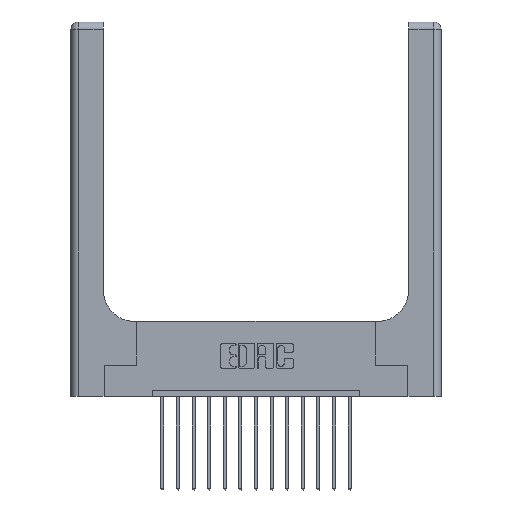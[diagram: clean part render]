
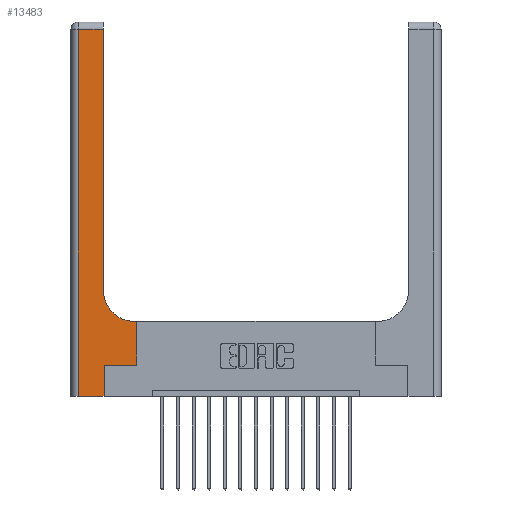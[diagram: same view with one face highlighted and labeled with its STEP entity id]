
A CAD part, top view. The second image highlights one B-rep face of the part: STEP entity #13483.
In plain terms, the highlighted planar face has unit normal (0, 0, 1).
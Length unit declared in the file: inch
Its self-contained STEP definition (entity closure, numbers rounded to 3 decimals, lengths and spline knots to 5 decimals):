
#843 = VERTEX_POINT ( 'NONE', #8704 ) ;
#990 = CARTESIAN_POINT ( 'NONE',  ( 0.265, 0., 0.37 ) ) ;
#1034 = EDGE_CURVE ( 'NONE', #3562, #843, #6281, .T. ) ;
#1048 = VERTEX_POINT ( 'NONE', #11724 ) ;
#1266 = DIRECTION ( 'NONE',  ( 0., 0., -1. ) ) ;
#1267 = EDGE_LOOP ( 'NONE', ( #7891, #8810, #10187, #14420, #2085, #17226, #5427, #15263, #3059 ) ) ;
#1352 = CARTESIAN_POINT ( 'NONE',  ( 0.51, 0.85, 0.37 ) ) ;
#1913 = VERTEX_POINT ( 'NONE', #13886 ) ;
#1997 = CARTESIAN_POINT ( 'NONE',  ( 0.528, 0.25, 0.37 ) ) ;
#2079 = VECTOR ( 'NONE', #2448, 39.37008 ) ;
#2085 = ORIENTED_EDGE ( 'NONE', *, *, #11256, .T. ) ;
#2171 = DIRECTION ( 'NONE',  ( 0., 1., 0. ) ) ;
#2254 = CARTESIAN_POINT ( 'NONE',  ( 0.51, 0.6, 0.37 ) ) ;
#2448 = DIRECTION ( 'NONE',  ( -1., 0., 0. ) ) ;
#3059 = ORIENTED_EDGE ( 'NONE', *, *, #14736, .T. ) ;
#3197 = CARTESIAN_POINT ( 'NONE',  ( 0.26, 3., 0.37 ) ) ;
#3314 = CARTESIAN_POINT ( 'NONE',  ( 0.26, 0.6, 0.37 ) ) ;
#3422 = AXIS2_PLACEMENT_3D ( 'NONE', #1352, #10870, #7944 ) ;
#3510 = EDGE_CURVE ( 'NONE', #5452, #6714, #7510, .T. ) ;
#3562 = VERTEX_POINT ( 'NONE', #9018 ) ;
#4094 = VECTOR ( 'NONE', #4698, 39.37008 ) ;
#4698 = DIRECTION ( 'NONE',  ( 0., -1., 0. ) ) ;
#4758 = VERTEX_POINT ( 'NONE', #16799 ) ;
#4874 = CARTESIAN_POINT ( 'NONE',  ( 0.265, 0.25, 0.37 ) ) ;
#5427 = ORIENTED_EDGE ( 'NONE', *, *, #3510, .T. ) ;
#5452 = VERTEX_POINT ( 'NONE', #6650 ) ;
#5622 = VECTOR ( 'NONE', #11129, 39.37008 ) ;
#6281 = LINE ( 'NONE', #14411, #17469 ) ;
#6374 = CARTESIAN_POINT ( 'NONE',  ( 0.265, 0.25, 0.37 ) ) ;
#6650 = CARTESIAN_POINT ( 'NONE',  ( 0.528, 0.25, 0.37 ) ) ;
#6714 = VERTEX_POINT ( 'NONE', #15393 ) ;
#6812 = EDGE_CURVE ( 'NONE', #4758, #3562, #7273, .T. ) ;
#7022 = LINE ( 'NONE', #3197, #5622 ) ;
#7273 = LINE ( 'NONE', #16808, #4094 ) ;
#7455 = LINE ( 'NONE', #4874, #11726 ) ;
#7510 = LINE ( 'NONE', #1997, #9179 ) ;
#7891 = ORIENTED_EDGE ( 'NONE', *, *, #11406, .T. ) ;
#7944 = DIRECTION ( 'NONE',  ( 1., 0., 0. ) ) ;
#8018 = DIRECTION ( 'NONE',  ( -1., 0., 0. ) ) ;
#8064 = VERTEX_POINT ( 'NONE', #6374 ) ;
#8435 = VECTOR ( 'NONE', #16667, 39.37008 ) ;
#8704 = CARTESIAN_POINT ( 'NONE',  ( 0.265, 0., 0.37 ) ) ;
#8810 = ORIENTED_EDGE ( 'NONE', *, *, #17329, .T. ) ;
#9018 = CARTESIAN_POINT ( 'NONE',  ( 0.06, 0., 0.37 ) ) ;
#9179 = VECTOR ( 'NONE', #2171, 39.37008 ) ;
#9224 = DIRECTION ( 'NONE',  ( 1., 0., 0. ) ) ;
#9380 = CIRCLE ( 'NONE', #3422, 0.25 ) ;
#9837 = EDGE_CURVE ( 'NONE', #6714, #16410, #16834, .T. ) ;
#10187 = ORIENTED_EDGE ( 'NONE', *, *, #6812, .T. ) ;
#10303 = DIRECTION ( 'NONE',  ( 1., 0., 0. ) ) ;
#10870 = DIRECTION ( 'NONE',  ( 0., 0., -1. ) ) ;
#11129 = DIRECTION ( 'NONE',  ( 0., 1., 0. ) ) ;
#11256 = EDGE_CURVE ( 'NONE', #843, #8064, #13186, .T. ) ;
#11406 = EDGE_CURVE ( 'NONE', #1913, #1048, #7022, .T. ) ;
#11724 = CARTESIAN_POINT ( 'NONE',  ( 0.26, 2.94, 0.37 ) ) ;
#11726 = VECTOR ( 'NONE', #10303, 39.37008 ) ;
#11801 = CARTESIAN_POINT ( 'NONE',  ( 0., 2.94, 0.37 ) ) ;
#12128 = CARTESIAN_POINT ( 'NONE',  ( 0., 3., 0.37 ) ) ;
#12187 = AXIS2_PLACEMENT_3D ( 'NONE', #12128, #1266, #8018 ) ;
#12218 = PLANE ( 'NONE',  #12187 ) ;
#13186 = LINE ( 'NONE', #990, #15871 ) ;
#13483 = ADVANCED_FACE ( 'NONE', ( #16037 ), #12218, .F. ) ;
#13886 = CARTESIAN_POINT ( 'NONE',  ( 0.26, 0.85, 0.37 ) ) ;
#14411 = CARTESIAN_POINT ( 'NONE',  ( 0., 0., 0.37 ) ) ;
#14420 = ORIENTED_EDGE ( 'NONE', *, *, #1034, .T. ) ;
#14736 = EDGE_CURVE ( 'NONE', #16410, #1913, #9380, .T. ) ;
#15263 = ORIENTED_EDGE ( 'NONE', *, *, #9837, .T. ) ;
#15393 = CARTESIAN_POINT ( 'NONE',  ( 0.528, 0.6, 0.37 ) ) ;
#15860 = DIRECTION ( 'NONE',  ( 0., 1., 0. ) ) ;
#15871 = VECTOR ( 'NONE', #15860, 39.37008 ) ;
#16037 = FACE_OUTER_BOUND ( 'NONE', #1267, .T. ) ;
#16410 = VERTEX_POINT ( 'NONE', #2254 ) ;
#16667 = DIRECTION ( 'NONE',  ( -1., 0., 0. ) ) ;
#16768 = EDGE_CURVE ( 'NONE', #8064, #5452, #7455, .T. ) ;
#16799 = CARTESIAN_POINT ( 'NONE',  ( 0.06, 2.94, 0.37 ) ) ;
#16808 = CARTESIAN_POINT ( 'NONE',  ( 0.06, 3., 0.37 ) ) ;
#16834 = LINE ( 'NONE', #3314, #8435 ) ;
#17226 = ORIENTED_EDGE ( 'NONE', *, *, #16768, .T. ) ;
#17329 = EDGE_CURVE ( 'NONE', #1048, #4758, #17502, .T. ) ;
#17469 = VECTOR ( 'NONE', #9224, 39.37008 ) ;
#17502 = LINE ( 'NONE', #11801, #2079 ) ;
